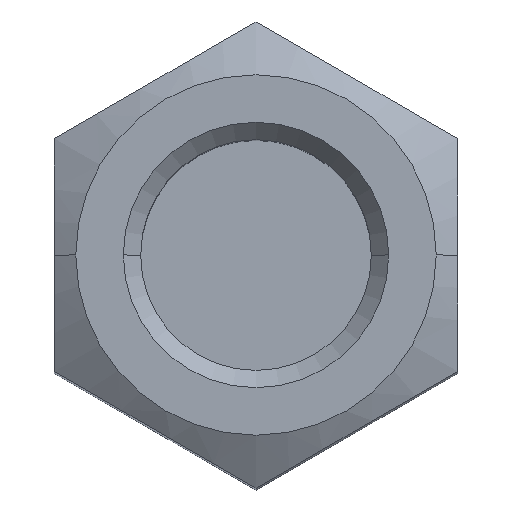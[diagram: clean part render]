
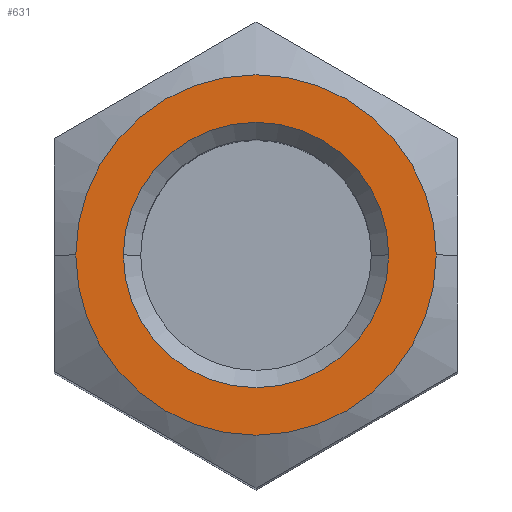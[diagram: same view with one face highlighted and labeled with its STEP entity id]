
A CAD part, top view. The second image highlights one B-rep face of the part: STEP entity #631.
In plain terms, the highlighted planar face has unit normal (0, 0, 1).
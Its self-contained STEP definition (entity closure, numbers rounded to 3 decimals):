
#7 = CARTESIAN_POINT ( 'NONE',  ( 0., 0., 40. ) ) ;
#10 = CIRCLE ( 'NONE', #332, 4.6 ) ;
#51 = EDGE_LOOP ( 'NONE', ( #507, #838 ) ) ;
#67 = CIRCLE ( 'NONE', #145, 6.25 ) ;
#69 = CARTESIAN_POINT ( 'NONE',  ( 0., -8.083, 40. ) ) ;
#77 = CARTESIAN_POINT ( 'NONE',  ( -4.6, 0., 40. ) ) ;
#118 = EDGE_CURVE ( 'NONE', #500, #716, #10, .T. ) ;
#145 = AXIS2_PLACEMENT_3D ( 'NONE', #451, #824, #205 ) ;
#155 = EDGE_CURVE ( 'NONE', #176, #701, #781, .T. ) ;
#176 = VERTEX_POINT ( 'NONE', #208 ) ;
#180 = EDGE_CURVE ( 'NONE', #716, #500, #662, .T. ) ;
#205 = DIRECTION ( 'NONE',  ( 1., 0., 0. ) ) ;
#208 = CARTESIAN_POINT ( 'NONE',  ( -6.25, 0., 40. ) ) ;
#228 = DIRECTION ( 'NONE',  ( -1., 0., 0. ) ) ;
#266 = DIRECTION ( 'NONE',  ( 1., 0., 0. ) ) ;
#306 = PLANE ( 'NONE',  #430 ) ;
#307 = DIRECTION ( 'NONE',  ( 0., 0., 1. ) ) ;
#332 = AXIS2_PLACEMENT_3D ( 'NONE', #7, #307, #547 ) ;
#430 = AXIS2_PLACEMENT_3D ( 'NONE', #69, #980, #228 ) ;
#451 = CARTESIAN_POINT ( 'NONE',  ( 0., 0., 40. ) ) ;
#497 = DIRECTION ( 'NONE',  ( 0., 0., 1. ) ) ;
#500 = VERTEX_POINT ( 'NONE', #959 ) ;
#507 = ORIENTED_EDGE ( 'NONE', *, *, #958, .T. ) ;
#523 = FACE_BOUND ( 'NONE', #589, .T. ) ;
#547 = DIRECTION ( 'NONE',  ( 1., 0., 0. ) ) ;
#575 = CARTESIAN_POINT ( 'NONE',  ( 0., 0., 40. ) ) ;
#589 = EDGE_LOOP ( 'NONE', ( #964, #795 ) ) ;
#623 = AXIS2_PLACEMENT_3D ( 'NONE', #575, #497, #266 ) ;
#631 = ADVANCED_FACE ( 'NONE', ( #523, #756 ), #306, .F. ) ;
#662 = CIRCLE ( 'NONE', #623, 4.6 ) ;
#667 = DIRECTION ( 'NONE',  ( 1., 0., 0. ) ) ;
#701 = VERTEX_POINT ( 'NONE', #814 ) ;
#702 = AXIS2_PLACEMENT_3D ( 'NONE', #729, #963, #667 ) ;
#716 = VERTEX_POINT ( 'NONE', #77 ) ;
#729 = CARTESIAN_POINT ( 'NONE',  ( 0., 0., 40. ) ) ;
#756 = FACE_OUTER_BOUND ( 'NONE', #51, .T. ) ;
#781 = CIRCLE ( 'NONE', #702, 6.25 ) ;
#795 = ORIENTED_EDGE ( 'NONE', *, *, #180, .F. ) ;
#814 = CARTESIAN_POINT ( 'NONE',  ( 6.25, 0., 40. ) ) ;
#824 = DIRECTION ( 'NONE',  ( 0., 0., 1. ) ) ;
#838 = ORIENTED_EDGE ( 'NONE', *, *, #155, .T. ) ;
#958 = EDGE_CURVE ( 'NONE', #701, #176, #67, .T. ) ;
#959 = CARTESIAN_POINT ( 'NONE',  ( 4.6, 0., 40. ) ) ;
#963 = DIRECTION ( 'NONE',  ( 0., 0., 1. ) ) ;
#964 = ORIENTED_EDGE ( 'NONE', *, *, #118, .F. ) ;
#980 = DIRECTION ( 'NONE',  ( 0., 0., -1. ) ) ;
